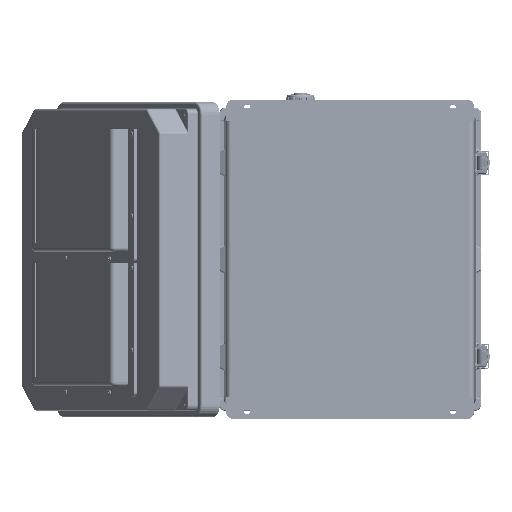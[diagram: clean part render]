
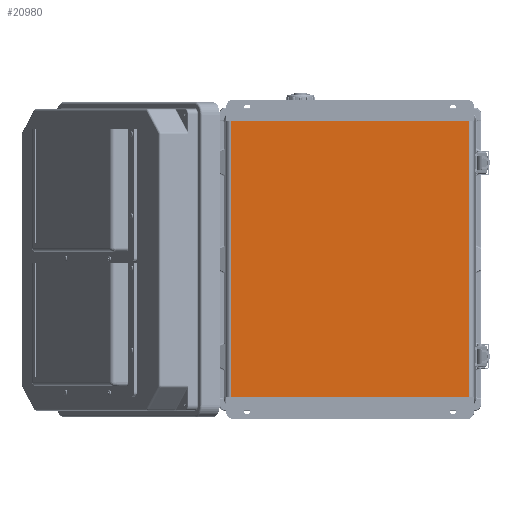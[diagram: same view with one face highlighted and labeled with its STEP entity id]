
A CAD part, front view. The second image highlights one B-rep face of the part: STEP entity #20980.
In plain terms, the highlighted planar face has unit normal (-0.001, -1, 0).
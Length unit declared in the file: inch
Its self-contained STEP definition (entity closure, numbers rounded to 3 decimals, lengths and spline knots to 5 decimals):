
#4755 = CARTESIAN_POINT ( 'NONE',  ( 5.78771, 0.05906, -1.04331 ) ) ;
#5155 = LINE ( 'NONE', #8304, #100685 ) ;
#8304 = CARTESIAN_POINT ( 'NONE',  ( -5.78771, 0.05906, -1.04331 ) ) ;
#20980 = ADVANCED_FACE ( 'NONE', ( #114089 ), #101415, .F. ) ;
#21898 = EDGE_LOOP ( 'NONE', ( #149997, #52637, #44083, #37491 ) ) ;
#22237 = EDGE_CURVE ( 'NONE', #35193, #60917, #104068, .T. ) ;
#29819 = CARTESIAN_POINT ( 'NONE',  ( -5.78771, 0.05906, -1.04331 ) ) ;
#35193 = VERTEX_POINT ( 'NONE', #127318 ) ;
#35516 = VECTOR ( 'NONE', #138932, 39.37008 ) ;
#36249 = EDGE_CURVE ( 'NONE', #35193, #71405, #47347, .T. ) ;
#37491 = ORIENTED_EDGE ( 'NONE', *, *, #72471, .T. ) ;
#44083 = ORIENTED_EDGE ( 'NONE', *, *, #36249, .T. ) ;
#44791 = EDGE_CURVE ( 'NONE', #60917, #95210, #5155, .T. ) ;
#47347 = LINE ( 'NONE', #82930, #98878 ) ;
#48262 = CARTESIAN_POINT ( 'NONE',  ( 6.11811, 0.05906, -1.04331 ) ) ;
#52637 = ORIENTED_EDGE ( 'NONE', *, *, #22237, .F. ) ;
#60917 = VERTEX_POINT ( 'NONE', #103998 ) ;
#60933 = DIRECTION ( 'NONE',  ( -1., 0., 0. ) ) ;
#71237 = LINE ( 'NONE', #48262, #125838 ) ;
#71405 = VERTEX_POINT ( 'NONE', #4755 ) ;
#72471 = EDGE_CURVE ( 'NONE', #71405, #95210, #71237, .T. ) ;
#78748 = CARTESIAN_POINT ( 'NONE',  ( 6.11811, 0.05906, -14.4685 ) ) ;
#80579 = DIRECTION ( 'NONE',  ( 0., 0., 1. ) ) ;
#82930 = CARTESIAN_POINT ( 'NONE',  ( 5.78771, 0.05906, -1.04331 ) ) ;
#88752 = DIRECTION ( 'NONE',  ( 0., 1., 0. ) ) ;
#89526 = CARTESIAN_POINT ( 'NONE',  ( 6.11811, 0.05906, -1.04331 ) ) ;
#94357 = AXIS2_PLACEMENT_3D ( 'NONE', #89526, #88752, #150488 ) ;
#95210 = VERTEX_POINT ( 'NONE', #29819 ) ;
#98878 = VECTOR ( 'NONE', #80579, 39.37008 ) ;
#100685 = VECTOR ( 'NONE', #115974, 39.37008 ) ;
#101415 = PLANE ( 'NONE',  #94357 ) ;
#103998 = CARTESIAN_POINT ( 'NONE',  ( -5.78771, 0.05906, -14.4685 ) ) ;
#104068 = LINE ( 'NONE', #78748, #35516 ) ;
#114089 = FACE_OUTER_BOUND ( 'NONE', #21898, .T. ) ;
#115974 = DIRECTION ( 'NONE',  ( 0., 0., 1. ) ) ;
#125838 = VECTOR ( 'NONE', #60933, 39.37008 ) ;
#127318 = CARTESIAN_POINT ( 'NONE',  ( 5.78771, 0.05906, -14.4685 ) ) ;
#138932 = DIRECTION ( 'NONE',  ( -1., 0., 0. ) ) ;
#149997 = ORIENTED_EDGE ( 'NONE', *, *, #44791, .F. ) ;
#150488 = DIRECTION ( 'NONE',  ( 0., 0., 1. ) ) ;
